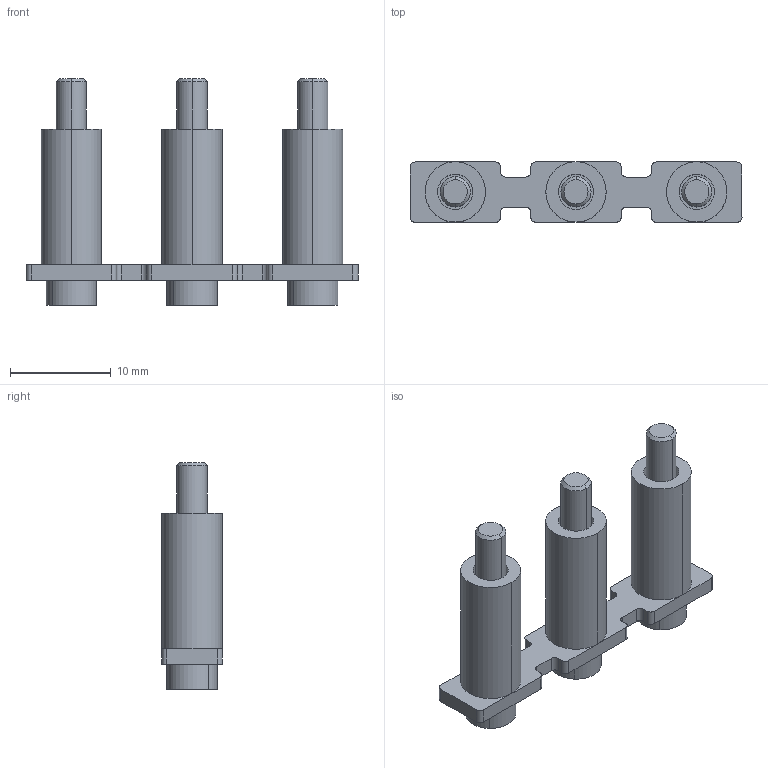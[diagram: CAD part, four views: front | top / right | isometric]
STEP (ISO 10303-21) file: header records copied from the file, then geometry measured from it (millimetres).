
FILE_DESCRIPTION (( 'STEP AP214' ), '1' );
FILE_NAME ('UK 16-3.STP', '2013-04-04T09:33:54', ( 'murat' ), ( 'Microsoft' ), 'SwSTEP 2.0', 'SolidWorks 2013', '' );
FILE_SCHEMA (( 'AUTOMOTIVE_DESIGN' ));
Length unit declared in the file: millimetre
Products named in the file (1): UK 16-3
Bounding box: 33 x 6 x 22.5 mm (x, y, z)
Volume: 1492.9 mm3; surface area: 2769 mm2
Topology: 10 solids, 10 shells, 192 faces, 438 edges, 275 vertices
Faces by surface type: cylinder 86, plane 61, torus 33, cone 12
Entity records: 7757 total; most frequent: DIRECTION 1056, CARTESIAN_POINT 966, ORIENTED_EDGE 876, EDGE_CURVE 438, AXIS2_PLACEMENT_3D 437, VERTEX_POINT 275, CIRCLE 244, EDGE_LOOP 219
